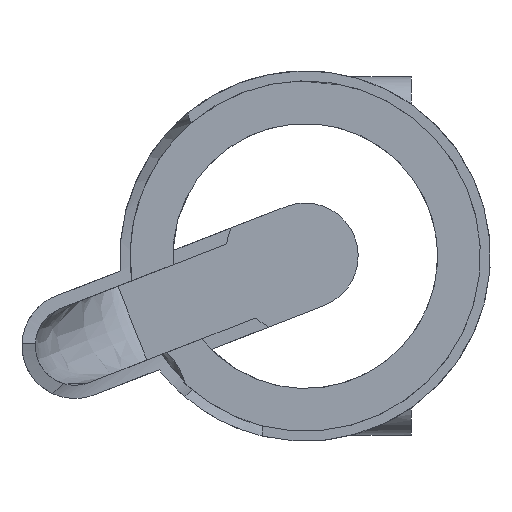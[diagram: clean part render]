
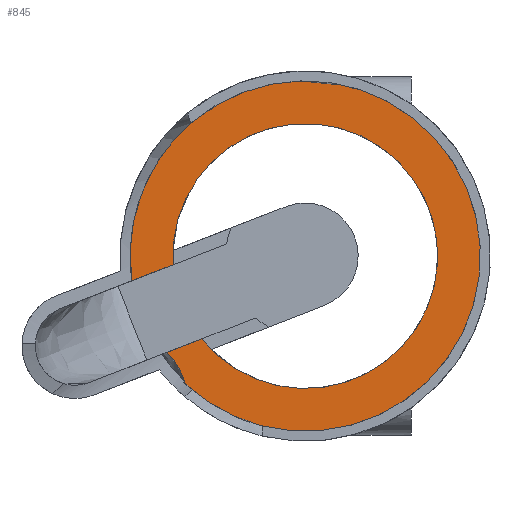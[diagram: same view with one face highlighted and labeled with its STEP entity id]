
A CAD part, left-side view. The second image highlights one B-rep face of the part: STEP entity #845.
In plain terms, the highlighted planar face has unit normal (-1, 0, 0).
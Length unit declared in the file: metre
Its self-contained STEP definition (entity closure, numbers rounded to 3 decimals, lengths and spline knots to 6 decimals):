
#82=B_SPLINE_CURVE_WITH_KNOTS('',3,(#1530,#1531,#1532,#1533,#1534,#1535,
#1536,#1537,#1538,#1539,#1540,#1541,#1542),.UNSPECIFIED.,.F.,.F.,(4,1,1,
1,1,1,1,1,1,1,4),(0.,0.125,0.25,0.375,0.5,0.625,0.6875,0.75,0.8125,0.875,
1.),.UNSPECIFIED.);
#115=CIRCLE('',#902,0.02);
#124=CIRCLE('',#924,0.02645);
#222=ORIENTED_EDGE('',*,*,#471,.F.);
#223=ORIENTED_EDGE('',*,*,#443,.F.);
#224=ORIENTED_EDGE('',*,*,#412,.T.);
#225=ORIENTED_EDGE('',*,*,#444,.F.);
#226=ORIENTED_EDGE('',*,*,#476,.F.);
#227=ORIENTED_EDGE('',*,*,#477,.T.);
#412=EDGE_CURVE('',#546,#545,#115,.T.);
#443=EDGE_CURVE('',#546,#567,#637,.T.);
#444=EDGE_CURVE('',#573,#545,#638,.T.);
#471=EDGE_CURVE('',#567,#594,#124,.T.);
#476=EDGE_CURVE('',#597,#573,#82,.F.);
#477=EDGE_CURVE('',#597,#594,#650,.F.);
#545=VERTEX_POINT('',#1187);
#546=VERTEX_POINT('',#1189);
#567=VERTEX_POINT('',#1299);
#573=VERTEX_POINT('',#1336);
#594=VERTEX_POINT('',#1515);
#597=VERTEX_POINT('',#1543);
#637=LINE('',#1333,#685);
#638=LINE('',#1335,#686);
#650=LINE('',#1544,#698);
#685=VECTOR('',#1018,1.);
#686=VECTOR('',#1021,1.);
#698=VECTOR('',#1057,1.);
#726=EDGE_LOOP('',(#222,#223,#224,#225,#226,#227));
#776=FACE_BOUND('',#726,.T.);
#820=PLANE('',#925);
#845=ADVANCED_FACE('',(#776),#820,.F.);
#902=AXIS2_PLACEMENT_3D('',#1188,#984,#985);
#924=AXIS2_PLACEMENT_3D('',#1514,#1051,#1052);
#925=AXIS2_PLACEMENT_3D('',#1529,#1055,#1056);
#984=DIRECTION('',(1.,0.,0.));
#985=DIRECTION('',(0.,0.,-1.));
#1018=DIRECTION('',(0.,0.932,-0.362));
#1021=DIRECTION('',(0.,-0.932,0.362));
#1051=DIRECTION('',(1.,0.,0.));
#1052=DIRECTION('',(0.,0.,-1.));
#1055=DIRECTION('',(1.,0.,0.));
#1056=DIRECTION('',(0.,0.,-1.));
#1057=DIRECTION('',(0.,-0.819,0.574));
#1187=CARTESIAN_POINT('',(0.0476,-0.044391,0.005645));
#1188=CARTESIAN_POINT('',(0.0476,-0.06,0.01815));
#1189=CARTESIAN_POINT('',(0.0476,-0.040044,0.01683));
#1299=CARTESIAN_POINT('',(0.0476,-0.033816,0.014409));
#1333=CARTESIAN_POINT('',(0.0476,-0.032382,0.013852));
#1335=CARTESIAN_POINT('',(0.0476,-0.044391,0.005645));
#1336=CARTESIAN_POINT('',(0.0476,-0.039049,0.003569));
#1514=CARTESIAN_POINT('',(0.0476,-0.06,0.01815));
#1515=CARTESIAN_POINT('',(0.0476,-0.041638,-0.000888));
#1529=CARTESIAN_POINT('',(0.0476,-0.06,0.0446));
#1530=CARTESIAN_POINT('',(0.0476,-0.039049,0.003569));
#1531=CARTESIAN_POINT('',(0.0476,-0.039236,0.003411));
#1532=CARTESIAN_POINT('',(0.0476,-0.039532,0.003148));
#1533=CARTESIAN_POINT('',(0.0476,-0.039993,0.002627));
#1534=CARTESIAN_POINT('',(0.0476,-0.040311,0.002184));
#1535=CARTESIAN_POINT('',(0.0476,-0.040712,0.00156));
#1536=CARTESIAN_POINT('',(0.0476,-0.040985,0.001083));
#1537=CARTESIAN_POINT('',(0.0476,-0.041188,0.000699));
#1538=CARTESIAN_POINT('',(0.0476,-0.041318,0.00044));
#1539=CARTESIAN_POINT('',(0.0476,-0.041475,0.000098));
#1540=CARTESIAN_POINT('',(0.0476,-0.04164,-0.000308));
#1541=CARTESIAN_POINT('',(0.0476,-0.041736,-0.0006));
#1542=CARTESIAN_POINT('',(0.0476,-0.041786,-0.000785));
#1543=CARTESIAN_POINT('',(0.0476,-0.041786,-0.000785));
#1544=CARTESIAN_POINT('',(0.0476,-0.042424,-0.000338));
